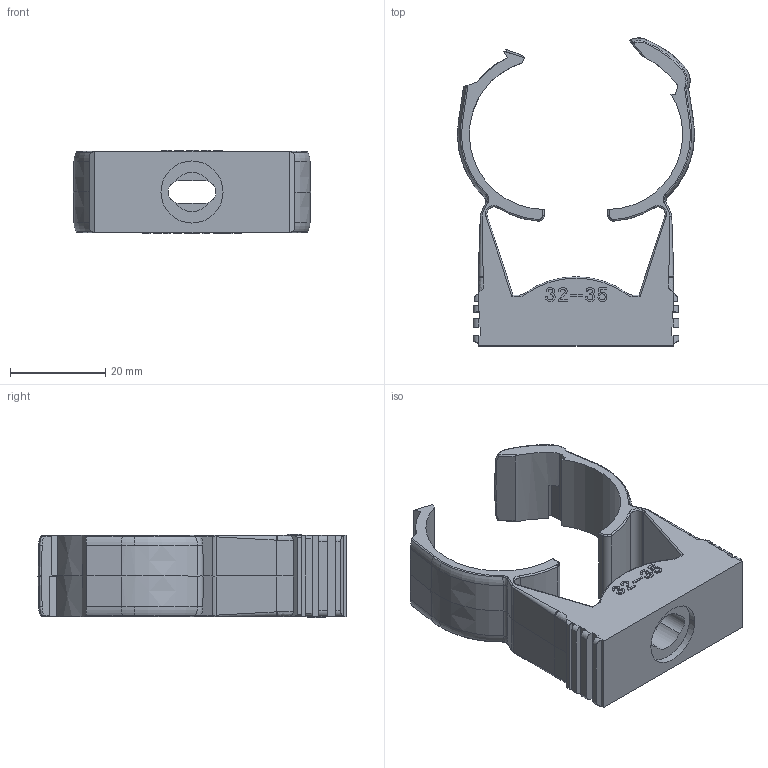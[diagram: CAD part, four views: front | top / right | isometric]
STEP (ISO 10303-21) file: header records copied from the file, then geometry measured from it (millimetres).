
FILE_DESCRIPTION((''),'2;1');
FILE_NAME('2146258','2012-08-14T',('AndreasKeweloh'),(''),'PRO/ENGINEER BY PARAMETRIC TECHNOLOGY CORPORATION, 2012130','PRO/ENGINEER BY PARAMETRIC TECHNOLOGY CORPORATION, 2012130','');
FILE_SCHEMA(('CONFIG_CONTROL_DESIGN'));
Length unit declared in the file: millimetre
Products named in the file (1): 2146258
Bounding box: 49.7 x 64.52 x 17.4 mm (x, y, z)
Volume: 13996.7 mm3; surface area: 8687 mm2
Topology: 1 solids, 1 shells, 798 faces, 2240 edges, 1462 vertices
Faces by surface type: plane 406, cylinder 262, bspline 57, torus 37, extrusion 18, cone 12, revolution 6
Entity records: 28624 total; most frequent: CARTESIAN_POINT 8099, ORIENTED_EDGE 4480, DIRECTION 4055, EDGE_CURVE 2240, VERTEX_POINT 1462, VECTOR 1439, LINE 1421, AXIS2_PLACEMENT_3D 1305
